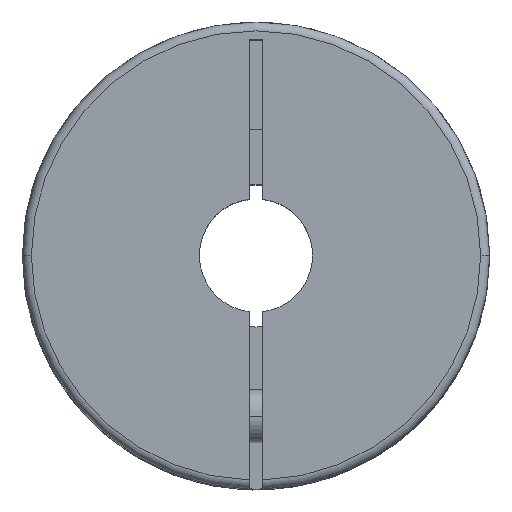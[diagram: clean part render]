
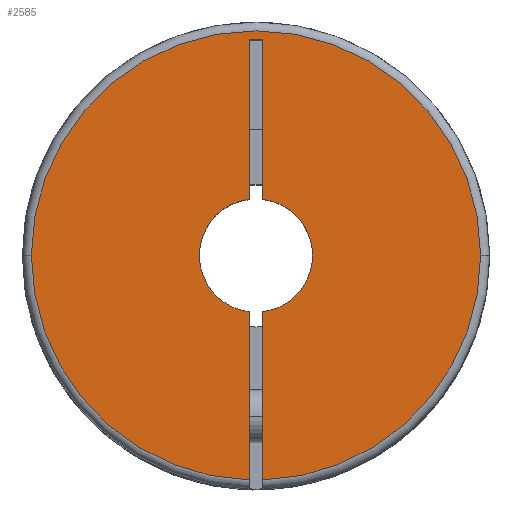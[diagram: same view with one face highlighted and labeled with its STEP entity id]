
A CAD part, top view. The second image highlights one B-rep face of the part: STEP entity #2585.
In plain terms, the highlighted planar face has unit normal (0, 0, 1).
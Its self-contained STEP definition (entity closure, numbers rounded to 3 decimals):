
#160 = DIRECTION ( 'NONE',  ( 0., 1., 0. ) ) ;
#195 = FACE_OUTER_BOUND ( 'NONE', #1049, .T. ) ;
#213 = DIRECTION ( 'NONE',  ( -1., 0., 0. ) ) ;
#219 = VERTEX_POINT ( 'NONE', #2039 ) ;
#240 = LINE ( 'NONE', #282, #1659 ) ;
#247 = VERTEX_POINT ( 'NONE', #1413 ) ;
#278 = ORIENTED_EDGE ( 'NONE', *, *, #331, .F. ) ;
#282 = CARTESIAN_POINT ( 'NONE',  ( -0.375, 12.1, 0. ) ) ;
#331 = EDGE_CURVE ( 'NONE', #2805, #1350, #3884, .T. ) ;
#421 = CARTESIAN_POINT ( 'NONE',  ( 0., 0., 0. ) ) ;
#422 = EDGE_CURVE ( 'NONE', #2038, #792, #2477, .T. ) ;
#446 = DIRECTION ( 'NONE',  ( 0., -1., 0. ) ) ;
#470 = VERTEX_POINT ( 'NONE', #988 ) ;
#480 = VERTEX_POINT ( 'NONE', #1960 ) ;
#487 = ORIENTED_EDGE ( 'NONE', *, *, #1176, .F. ) ;
#554 = ORIENTED_EDGE ( 'NONE', *, *, #1379, .F. ) ;
#577 = DIRECTION ( 'NONE',  ( 0., 0., -1. ) ) ;
#579 = VECTOR ( 'NONE', #160, 1000. ) ;
#625 = EDGE_CURVE ( 'NONE', #247, #2202, #3804, .T. ) ;
#670 = CARTESIAN_POINT ( 'NONE',  ( 0.375, -13.1, 0. ) ) ;
#729 = AXIS2_PLACEMENT_3D ( 'NONE', #2941, #2640, #213 ) ;
#741 = CARTESIAN_POINT ( 'NONE',  ( 0., 0., 0. ) ) ;
#784 = CARTESIAN_POINT ( 'NONE',  ( 0., 0., 0. ) ) ;
#792 = VERTEX_POINT ( 'NONE', #1231 ) ;
#818 = ORIENTED_EDGE ( 'NONE', *, *, #2216, .T. ) ;
#823 = CARTESIAN_POINT ( 'NONE',  ( 12.6, 0., 0. ) ) ;
#961 = EDGE_CURVE ( 'NONE', #792, #3090, #2229, .T. ) ;
#980 = DIRECTION ( 'NONE',  ( 0., 1., 0. ) ) ;
#988 = CARTESIAN_POINT ( 'NONE',  ( 0.375, 3.153, 0. ) ) ;
#1049 = EDGE_LOOP ( 'NONE', ( #3616, #487, #3456, #3451, #3026, #278, #3268, #818, #554, #2781, #1770 ) ) ;
#1056 = DIRECTION ( 'NONE',  ( 0., 0., -1. ) ) ;
#1176 = EDGE_CURVE ( 'NONE', #247, #2038, #240, .T. ) ;
#1231 = CARTESIAN_POINT ( 'NONE',  ( -12.6, 0., 0. ) ) ;
#1338 = CARTESIAN_POINT ( 'NONE',  ( -0.375, 12.1, 0. ) ) ;
#1350 = VERTEX_POINT ( 'NONE', #1338 ) ;
#1379 = EDGE_CURVE ( 'NONE', #219, #480, #3364, .T. ) ;
#1391 = LINE ( 'NONE', #2303, #579 ) ;
#1397 = VECTOR ( 'NONE', #980, 1000. ) ;
#1413 = CARTESIAN_POINT ( 'NONE',  ( -0.375, -3.153, 0. ) ) ;
#1474 = CARTESIAN_POINT ( 'NONE',  ( 0., 0., 0. ) ) ;
#1548 = LINE ( 'NONE', #2495, #2348 ) ;
#1659 = VECTOR ( 'NONE', #2690, 1000. ) ;
#1717 = AXIS2_PLACEMENT_3D ( 'NONE', #3273, #577, #2685 ) ;
#1719 = AXIS2_PLACEMENT_3D ( 'NONE', #741, #3723, #1955 ) ;
#1770 = ORIENTED_EDGE ( 'NONE', *, *, #961, .F. ) ;
#1884 = CARTESIAN_POINT ( 'NONE',  ( -0.375, -12.594, 0. ) ) ;
#1947 = VERTEX_POINT ( 'NONE', #2228 ) ;
#1955 = DIRECTION ( 'NONE',  ( -1., 0., 0. ) ) ;
#1960 = CARTESIAN_POINT ( 'NONE',  ( 0.375, -3.153, 0. ) ) ;
#2007 = DIRECTION ( 'NONE',  ( -1., 0., 0. ) ) ;
#2036 = AXIS2_PLACEMENT_3D ( 'NONE', #784, #1056, #446 ) ;
#2038 = VERTEX_POINT ( 'NONE', #1884 ) ;
#2039 = CARTESIAN_POINT ( 'NONE',  ( 0.375, -12.594, 0. ) ) ;
#2164 = VECTOR ( 'NONE', #3582, 1000. ) ;
#2202 = VERTEX_POINT ( 'NONE', #2307 ) ;
#2216 = EDGE_CURVE ( 'NONE', #470, #480, #3851, .T. ) ;
#2228 = CARTESIAN_POINT ( 'NONE',  ( -0.375, 3.153, 0. ) ) ;
#2229 = CIRCLE ( 'NONE', #1719, 12.6 ) ;
#2294 = CIRCLE ( 'NONE', #3670, 12.6 ) ;
#2303 = CARTESIAN_POINT ( 'NONE',  ( 0.375, -13.1, 0. ) ) ;
#2307 = CARTESIAN_POINT ( 'NONE',  ( -3.175, 0., 0. ) ) ;
#2348 = VECTOR ( 'NONE', #2744, 1000. ) ;
#2361 = DIRECTION ( 'NONE',  ( 0., 0., -1. ) ) ;
#2386 = CARTESIAN_POINT ( 'NONE',  ( 0.375, 12.1, 0. ) ) ;
#2477 = CIRCLE ( 'NONE', #3549, 12.6 ) ;
#2495 = CARTESIAN_POINT ( 'NONE',  ( -0.375, 12.1, 0. ) ) ;
#2511 = EDGE_CURVE ( 'NONE', #470, #2805, #1391, .T. ) ;
#2585 = ADVANCED_FACE ( 'NONE', ( #195 ), #2870, .F. ) ;
#2640 = DIRECTION ( 'NONE',  ( 0., 0., -1. ) ) ;
#2674 = DIRECTION ( 'NONE',  ( -1., 0., 0. ) ) ;
#2685 = DIRECTION ( 'NONE',  ( -1., 0., 0. ) ) ;
#2690 = DIRECTION ( 'NONE',  ( 0., -1., 0. ) ) ;
#2744 = DIRECTION ( 'NONE',  ( 0., -1., 0. ) ) ;
#2747 = EDGE_CURVE ( 'NONE', #2202, #1947, #3414, .T. ) ;
#2776 = DIRECTION ( 'NONE',  ( 0., 0., -1. ) ) ;
#2781 = ORIENTED_EDGE ( 'NONE', *, *, #3426, .F. ) ;
#2805 = VERTEX_POINT ( 'NONE', #3413 ) ;
#2870 = PLANE ( 'NONE',  #2036 ) ;
#2941 = CARTESIAN_POINT ( 'NONE',  ( 0., 0., 0. ) ) ;
#3026 = ORIENTED_EDGE ( 'NONE', *, *, #3633, .F. ) ;
#3090 = VERTEX_POINT ( 'NONE', #823 ) ;
#3268 = ORIENTED_EDGE ( 'NONE', *, *, #2511, .F. ) ;
#3273 = CARTESIAN_POINT ( 'NONE',  ( 0., 0., 0. ) ) ;
#3364 = LINE ( 'NONE', #670, #1397 ) ;
#3413 = CARTESIAN_POINT ( 'NONE',  ( 0.375, 12.1, 0. ) ) ;
#3414 = CIRCLE ( 'NONE', #1717, 3.175 ) ;
#3426 = EDGE_CURVE ( 'NONE', #3090, #219, #2294, .T. ) ;
#3436 = DIRECTION ( 'NONE',  ( -1., 0., 0. ) ) ;
#3451 = ORIENTED_EDGE ( 'NONE', *, *, #2747, .T. ) ;
#3456 = ORIENTED_EDGE ( 'NONE', *, *, #625, .T. ) ;
#3476 = AXIS2_PLACEMENT_3D ( 'NONE', #3800, #3503, #2007 ) ;
#3503 = DIRECTION ( 'NONE',  ( 0., 0., -1. ) ) ;
#3549 = AXIS2_PLACEMENT_3D ( 'NONE', #421, #2776, #3436 ) ;
#3582 = DIRECTION ( 'NONE',  ( -1., 0., 0. ) ) ;
#3616 = ORIENTED_EDGE ( 'NONE', *, *, #422, .F. ) ;
#3633 = EDGE_CURVE ( 'NONE', #1350, #1947, #1548, .T. ) ;
#3670 = AXIS2_PLACEMENT_3D ( 'NONE', #1474, #2361, #2674 ) ;
#3723 = DIRECTION ( 'NONE',  ( 0., 0., -1. ) ) ;
#3800 = CARTESIAN_POINT ( 'NONE',  ( 0., 0., 0. ) ) ;
#3804 = CIRCLE ( 'NONE', #729, 3.175 ) ;
#3851 = CIRCLE ( 'NONE', #3476, 3.175 ) ;
#3884 = LINE ( 'NONE', #2386, #2164 ) ;
